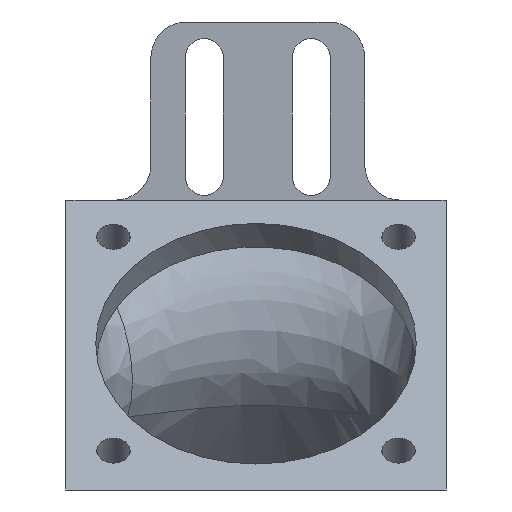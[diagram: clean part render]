
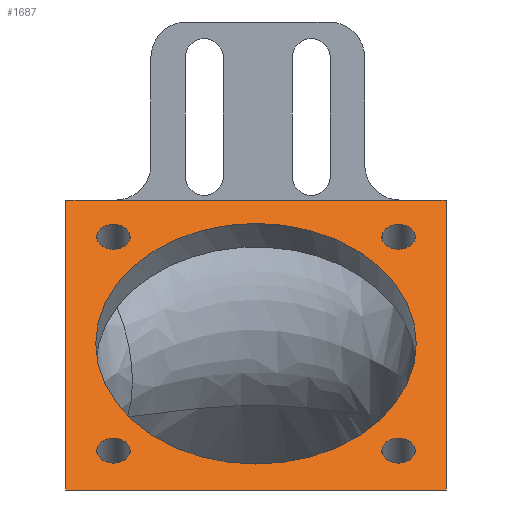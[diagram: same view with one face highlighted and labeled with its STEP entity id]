
A CAD part, left-side view. The second image highlights one B-rep face of the part: STEP entity #1687.
In plain terms, the highlighted planar face has unit normal (-0.75, 0, 0.661).
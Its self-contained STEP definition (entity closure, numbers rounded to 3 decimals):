
#32=PLANE('',#1852);
#138=LINE('',#4011,#262);
#155=LINE('',#4058,#279);
#157=LINE('',#4062,#281);
#161=LINE('',#4071,#285);
#169=LINE('',#4083,#293);
#171=LINE('',#4088,#295);
#262=VECTOR('',#2150,1000.);
#279=VECTOR('',#2191,1000.);
#281=VECTOR('',#2195,1000.);
#285=VECTOR('',#2201,1000.);
#293=VECTOR('',#2213,1000.);
#295=VECTOR('',#2221,1000.);
#404=FACE_BOUND('',#576,.T.);
#405=FACE_BOUND('',#577,.T.);
#406=FACE_BOUND('',#578,.T.);
#407=FACE_BOUND('',#579,.T.);
#408=FACE_BOUND('',#580,.T.);
#452=FACE_OUTER_BOUND('',#575,.T.);
#575=EDGE_LOOP('',(#1361,#1362,#1363,#1364,#1365,#1366));
#576=EDGE_LOOP('',(#1367));
#577=EDGE_LOOP('',(#1368));
#578=EDGE_LOOP('',(#1369));
#579=EDGE_LOOP('',(#1370));
#580=EDGE_LOOP('',(#1371));
#663=CIRCLE('',#1781,13.5);
#664=CIRCLE('',#1784,1.4);
#665=CIRCLE('',#1787,1.4);
#667=CIRCLE('',#1791,1.4);
#669=CIRCLE('',#1795,1.4);
#751=VERTEX_POINT('',#3508);
#753=VERTEX_POINT('',#3513);
#755=VERTEX_POINT('',#3518);
#758=VERTEX_POINT('',#3525);
#761=VERTEX_POINT('',#3532);
#836=VERTEX_POINT('',#4008);
#837=VERTEX_POINT('',#4010);
#855=VERTEX_POINT('',#4057);
#856=VERTEX_POINT('',#4061);
#859=VERTEX_POINT('',#4068);
#860=VERTEX_POINT('',#4070);
#919=EDGE_CURVE('',#751,#751,#663,.T.);
#921=EDGE_CURVE('',#753,#753,#664,.T.);
#923=EDGE_CURVE('',#755,#755,#665,.T.);
#926=EDGE_CURVE('',#758,#758,#667,.T.);
#929=EDGE_CURVE('',#761,#761,#669,.T.);
#1021=EDGE_CURVE('',#836,#837,#138,.T.);
#1047=EDGE_CURVE('',#837,#855,#155,.T.);
#1049=EDGE_CURVE('',#855,#856,#157,.T.);
#1053=EDGE_CURVE('',#860,#859,#161,.T.);
#1061=EDGE_CURVE('',#859,#856,#169,.T.);
#1065=EDGE_CURVE('',#860,#836,#171,.T.);
#1361=ORIENTED_EDGE('',*,*,#1049,.F.);
#1362=ORIENTED_EDGE('',*,*,#1047,.F.);
#1363=ORIENTED_EDGE('',*,*,#1021,.F.);
#1364=ORIENTED_EDGE('',*,*,#1065,.F.);
#1365=ORIENTED_EDGE('',*,*,#1053,.T.);
#1366=ORIENTED_EDGE('',*,*,#1061,.T.);
#1367=ORIENTED_EDGE('',*,*,#919,.F.);
#1368=ORIENTED_EDGE('',*,*,#921,.F.);
#1369=ORIENTED_EDGE('',*,*,#923,.F.);
#1370=ORIENTED_EDGE('',*,*,#926,.F.);
#1371=ORIENTED_EDGE('',*,*,#929,.F.);
#1687=ADVANCED_FACE('',(#452,#404,#405,#406,#407,#408),#32,.T.);
#1781=AXIS2_PLACEMENT_3D('',#3509,#2000,#2001);
#1784=AXIS2_PLACEMENT_3D('',#3514,#2006,#2007);
#1787=AXIS2_PLACEMENT_3D('',#3519,#2012,#2013);
#1791=AXIS2_PLACEMENT_3D('',#3526,#2020,#2021);
#1795=AXIS2_PLACEMENT_3D('',#3533,#2028,#2029);
#1852=AXIS2_PLACEMENT_3D('',#4090,#2223,#2224);
#2000=DIRECTION('center_axis',(-0.75,0.,
0.661));
#2001=DIRECTION('ref_axis',(-0.661,0.,-0.75));
#2006=DIRECTION('center_axis',(-0.75,0.,
0.661));
#2007=DIRECTION('ref_axis',(-0.661,0.,-0.75));
#2012=DIRECTION('center_axis',(-0.75,0.,
0.661));
#2013=DIRECTION('ref_axis',(-0.661,0.,-0.75));
#2020=DIRECTION('center_axis',(-0.75,0.,
0.661));
#2021=DIRECTION('ref_axis',(-0.661,0.,-0.75));
#2028=DIRECTION('center_axis',(-0.75,0.,
0.661));
#2029=DIRECTION('ref_axis',(-0.661,0.,-0.75));
#2150=DIRECTION('',(0.,-1.,0.));
#2191=DIRECTION('',(0.,-1.,0.));
#2195=DIRECTION('',(-0.661,0.,-0.75));
#2201=DIRECTION('',(-0.661,0.,-0.75));
#2213=DIRECTION('',(0.,-1.,0.));
#2221=DIRECTION('',(0.,-1.,0.));
#2223=DIRECTION('center_axis',(-0.75,0.,
0.661));
#2224=DIRECTION('ref_axis',(-0.661,0.,-0.75));
#3508=CARTESIAN_POINT('',(-70.1,21.875,21.966));
#3509=CARTESIAN_POINT('Origin',(-61.175,21.875,32.094));
#3513=CARTESIAN_POINT('',(-70.034,33.875,22.04));
#3514=CARTESIAN_POINT('Origin',(-69.109,33.875,23.09));
#3518=CARTESIAN_POINT('',(-70.034,9.875,22.04));
#3519=CARTESIAN_POINT('Origin',(-69.109,9.875,23.09));
#3525=CARTESIAN_POINT('',(-54.167,9.875,40.047));
#3526=CARTESIAN_POINT('Origin',(-53.242,9.875,41.098));
#3532=CARTESIAN_POINT('',(-54.167,33.875,40.047));
#3533=CARTESIAN_POINT('Origin',(-53.242,33.875,41.098));
#4008=CARTESIAN_POINT('',(-50.524,33.726,44.182));
#4010=CARTESIAN_POINT('',(-50.524,9.726,44.182));
#4011=CARTESIAN_POINT('',(-50.524,32.532,44.182));
#4057=CARTESIAN_POINT('',(-50.524,5.875,44.182));
#4058=CARTESIAN_POINT('',(-50.524,37.875,44.182));
#4061=CARTESIAN_POINT('',(-72.024,5.875,19.782));
#4062=CARTESIAN_POINT('',(-40.049,5.875,56.07));
#4068=CARTESIAN_POINT('',(-72.024,37.875,19.782));
#4070=CARTESIAN_POINT('',(-50.524,37.875,44.182));
#4071=CARTESIAN_POINT('',(-40.049,37.875,56.07));
#4083=CARTESIAN_POINT('',(-72.024,37.875,19.782));
#4088=CARTESIAN_POINT('',(-50.524,37.875,44.182));
#4090=CARTESIAN_POINT('Origin',(-40.049,37.875,56.07));
